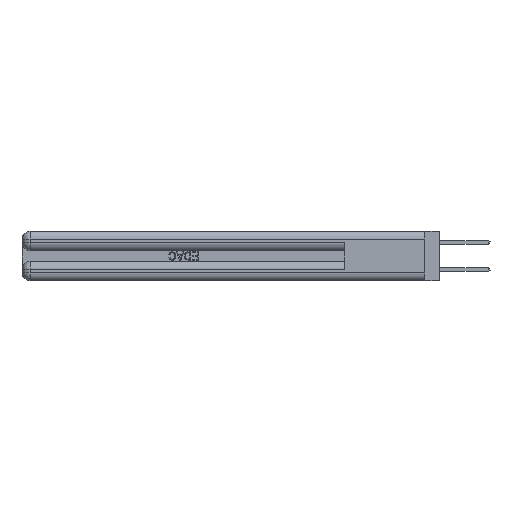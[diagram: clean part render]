
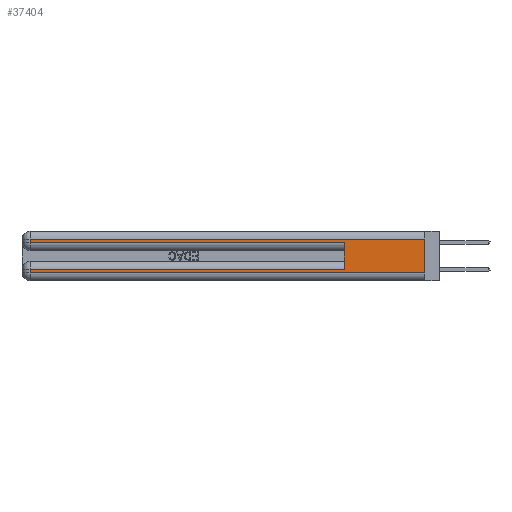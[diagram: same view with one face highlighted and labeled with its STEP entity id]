
A CAD part, left-side view. The second image highlights one B-rep face of the part: STEP entity #37404.
In plain terms, the highlighted planar face has unit normal (-1, 0, 0).
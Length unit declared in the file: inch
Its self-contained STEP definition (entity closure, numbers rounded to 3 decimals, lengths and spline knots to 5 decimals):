
#2583 = VECTOR ( 'NONE', #8033, 39.37008 ) ;
#2738 = EDGE_CURVE ( 'NONE', #39380, #38571, #5063, .T. ) ;
#2741 = CARTESIAN_POINT ( 'NONE',  ( 0., 2.94, 0.285 ) ) ;
#3348 = DIRECTION ( 'NONE',  ( 0., 1., 0. ) ) ;
#4188 = EDGE_CURVE ( 'NONE', #16131, #32910, #12598, .T. ) ;
#4504 = CARTESIAN_POINT ( 'NONE',  ( 0., 2.94, 0.085 ) ) ;
#4893 = LINE ( 'NONE', #11251, #38551 ) ;
#5063 = LINE ( 'NONE', #26657, #29087 ) ;
#8033 = DIRECTION ( 'NONE',  ( 0., 1., 0. ) ) ;
#8088 = DIRECTION ( 'NONE',  ( 0., 0., -1. ) ) ;
#8093 = DIRECTION ( 'NONE',  ( 0., -1., 0. ) ) ;
#10049 = CARTESIAN_POINT ( 'NONE',  ( 0., 0., 0.37 ) ) ;
#10612 = DIRECTION ( 'NONE',  ( 0., 0., -1. ) ) ;
#10914 = VECTOR ( 'NONE', #3348, 39.37008 ) ;
#11091 = ORIENTED_EDGE ( 'NONE', *, *, #36369, .T. ) ;
#11251 = CARTESIAN_POINT ( 'NONE',  ( 0., 2.94, 0.37 ) ) ;
#11282 = CARTESIAN_POINT ( 'NONE',  ( 0., 2.94, 0.37 ) ) ;
#11342 = VERTEX_POINT ( 'NONE', #36022 ) ;
#11651 = EDGE_CURVE ( 'NONE', #35716, #29295, #37296, .T. ) ;
#11731 = CARTESIAN_POINT ( 'NONE',  ( 0., 0.6, 0.085 ) ) ;
#11947 = LINE ( 'NONE', #10049, #12965 ) ;
#12263 = EDGE_CURVE ( 'NONE', #29295, #39380, #40788, .T. ) ;
#12598 = LINE ( 'NONE', #34237, #26905 ) ;
#12965 = VECTOR ( 'NONE', #36134, 39.37008 ) ;
#13672 = DIRECTION ( 'NONE',  ( 0., -1., 0. ) ) ;
#14720 = ORIENTED_EDGE ( 'NONE', *, *, #37303, .F. ) ;
#15042 = LINE ( 'NONE', #41906, #17077 ) ;
#15352 = CARTESIAN_POINT ( 'NONE',  ( 0., 2.94, 0.06 ) ) ;
#16131 = VERTEX_POINT ( 'NONE', #2741 ) ;
#17077 = VECTOR ( 'NONE', #22460, 39.37008 ) ;
#18098 = ORIENTED_EDGE ( 'NONE', *, *, #4188, .T. ) ;
#19626 = LINE ( 'NONE', #29345, #10914 ) ;
#20129 = ORIENTED_EDGE ( 'NONE', *, *, #41001, .F. ) ;
#22460 = DIRECTION ( 'NONE',  ( 0., 0., 1. ) ) ;
#22499 = VECTOR ( 'NONE', #30867, 39.37008 ) ;
#22691 = AXIS2_PLACEMENT_3D ( 'NONE', #36540, #30162, #10612 ) ;
#23611 = PLANE ( 'NONE',  #22691 ) ;
#24563 = CARTESIAN_POINT ( 'NONE',  ( 0., 0., 0.06 ) ) ;
#25240 = FACE_OUTER_BOUND ( 'NONE', #37584, .T. ) ;
#26657 = CARTESIAN_POINT ( 'NONE',  ( 0., 0., 0.06 ) ) ;
#26765 = CARTESIAN_POINT ( 'NONE',  ( 0., 0.6, 0.285 ) ) ;
#26777 = ORIENTED_EDGE ( 'NONE', *, *, #12263, .T. ) ;
#26905 = VECTOR ( 'NONE', #8093, 39.37008 ) ;
#29087 = VECTOR ( 'NONE', #13672, 39.37008 ) ;
#29295 = VERTEX_POINT ( 'NONE', #4504 ) ;
#29345 = CARTESIAN_POINT ( 'NONE',  ( 0., 0., 0.31 ) ) ;
#30162 = DIRECTION ( 'NONE',  ( 1., 0., 0. ) ) ;
#30550 = CARTESIAN_POINT ( 'NONE',  ( 0., 2.94, 0.31 ) ) ;
#30867 = DIRECTION ( 'NONE',  ( 0., 0., -1. ) ) ;
#30920 = CARTESIAN_POINT ( 'NONE',  ( 0., 0., 0.085 ) ) ;
#31245 = ORIENTED_EDGE ( 'NONE', *, *, #2738, .T. ) ;
#32787 = EDGE_CURVE ( 'NONE', #11342, #41320, #19626, .T. ) ;
#32910 = VERTEX_POINT ( 'NONE', #26765 ) ;
#34237 = CARTESIAN_POINT ( 'NONE',  ( 0., 0., 0.285 ) ) ;
#35716 = VERTEX_POINT ( 'NONE', #11731 ) ;
#36022 = CARTESIAN_POINT ( 'NONE',  ( 0., 0., 0.31 ) ) ;
#36134 = DIRECTION ( 'NONE',  ( 0., 0., -1. ) ) ;
#36369 = EDGE_CURVE ( 'NONE', #41320, #16131, #4893, .T. ) ;
#36540 = CARTESIAN_POINT ( 'NONE',  ( 0., 0., 0.37 ) ) ;
#37296 = LINE ( 'NONE', #30920, #2583 ) ;
#37303 = EDGE_CURVE ( 'NONE', #11342, #38571, #11947, .T. ) ;
#37404 = ADVANCED_FACE ( 'NONE', ( #25240 ), #23611, .F. ) ;
#37584 = EDGE_LOOP ( 'NONE', ( #14720, #37863, #11091, #18098, #20129, #38436, #26777, #31245 ) ) ;
#37863 = ORIENTED_EDGE ( 'NONE', *, *, #32787, .T. ) ;
#38436 = ORIENTED_EDGE ( 'NONE', *, *, #11651, .T. ) ;
#38551 = VECTOR ( 'NONE', #8088, 39.37008 ) ;
#38571 = VERTEX_POINT ( 'NONE', #24563 ) ;
#39380 = VERTEX_POINT ( 'NONE', #15352 ) ;
#40788 = LINE ( 'NONE', #11282, #22499 ) ;
#41001 = EDGE_CURVE ( 'NONE', #35716, #32910, #15042, .T. ) ;
#41320 = VERTEX_POINT ( 'NONE', #30550 ) ;
#41906 = CARTESIAN_POINT ( 'NONE',  ( 0., 0.6, 0.145 ) ) ;
